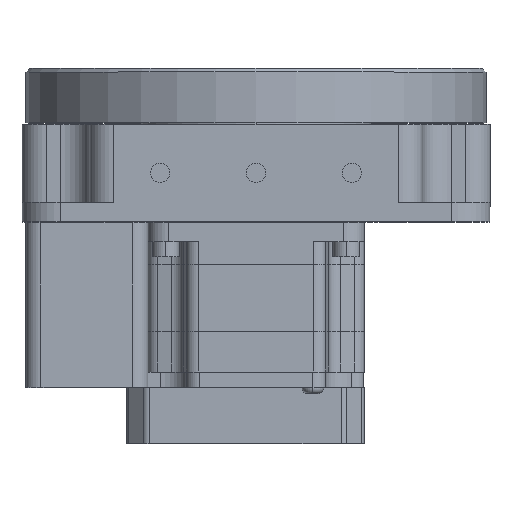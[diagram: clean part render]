
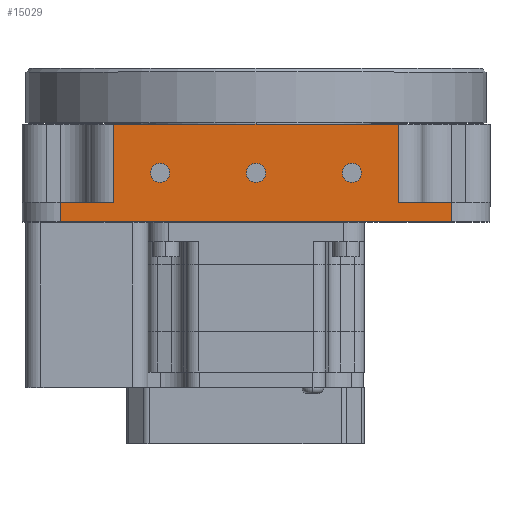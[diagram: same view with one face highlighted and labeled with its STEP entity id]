
A CAD part, top view. The second image highlights one B-rep face of the part: STEP entity #15029.
In plain terms, the highlighted planar face has unit normal (0, 0, 1).
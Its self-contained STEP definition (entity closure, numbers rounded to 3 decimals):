
#55 = DIRECTION ( 'NONE',  ( 1., 0., 0. ) ) ;
#111 = DIRECTION ( 'NONE',  ( 1., 0., 0. ) ) ;
#220 = CARTESIAN_POINT ( 'NONE',  ( -25., 12.7, 61. ) ) ;
#316 = VERTEX_POINT ( 'NONE', #7186 ) ;
#548 = ORIENTED_EDGE ( 'NONE', *, *, #18287, .F. ) ;
#562 = VERTEX_POINT ( 'NONE', #7436 ) ;
#754 = DIRECTION ( 'NONE',  ( 1., 0., 0. ) ) ;
#790 = DIRECTION ( 'NONE',  ( -1., 0., 0. ) ) ;
#858 = AXIS2_PLACEMENT_3D ( 'NONE', #21307, #16108, #1277 ) ;
#1013 = EDGE_CURVE ( 'NONE', #4392, #4442, #17825, .T. ) ;
#1127 = LINE ( 'NONE', #21367, #16351 ) ;
#1277 = DIRECTION ( 'NONE',  ( 1., 0., 0. ) ) ;
#1357 = VERTEX_POINT ( 'NONE', #5247 ) ;
#1721 = VECTOR ( 'NONE', #13687, 1000. ) ;
#1902 = EDGE_CURVE ( 'NONE', #16353, #8606, #15946, .T. ) ;
#2128 = CIRCLE ( 'NONE', #11339, 2.5 ) ;
#2577 = DIRECTION ( 'NONE',  ( 1., 0., 0. ) ) ;
#2651 = FACE_OUTER_BOUND ( 'NONE', #18331, .T. ) ;
#2685 = DIRECTION ( 'NONE',  ( 0., 0., 1. ) ) ;
#2873 = FACE_BOUND ( 'NONE', #7961, .T. ) ;
#3003 = DIRECTION ( 'NONE',  ( 1., 0., 0. ) ) ;
#3289 = LINE ( 'NONE', #19782, #21874 ) ;
#4283 = CIRCLE ( 'NONE', #5704, 2.5 ) ;
#4392 = VERTEX_POINT ( 'NONE', #19297 ) ;
#4438 = DIRECTION ( 'NONE',  ( 1., 0., 0. ) ) ;
#4442 = VERTEX_POINT ( 'NONE', #12659 ) ;
#4626 = DIRECTION ( 'NONE',  ( 0., -1., 0. ) ) ;
#4876 = DIRECTION ( 'NONE',  ( 0., 0., 1. ) ) ;
#5088 = CARTESIAN_POINT ( 'NONE',  ( -51., 25.38, 61. ) ) ;
#5147 = EDGE_CURVE ( 'NONE', #19832, #1357, #3289, .T. ) ;
#5247 = CARTESIAN_POINT ( 'NONE',  ( 37.1, 5., 61. ) ) ;
#5531 = ORIENTED_EDGE ( 'NONE', *, *, #5147, .F. ) ;
#5704 = AXIS2_PLACEMENT_3D ( 'NONE', #220, #10405, #18915 ) ;
#5844 = CARTESIAN_POINT ( 'NONE',  ( -25., 12.7, 61. ) ) ;
#5877 = EDGE_CURVE ( 'NONE', #4442, #4392, #12673, .T. ) ;
#6202 = CARTESIAN_POINT ( 'NONE',  ( 51., 25.38, 61. ) ) ;
#6937 = LINE ( 'NONE', #17122, #1721 ) ;
#7186 = CARTESIAN_POINT ( 'NONE',  ( -37.1, 25.38, 61. ) ) ;
#7261 = VERTEX_POINT ( 'NONE', #18746 ) ;
#7375 = VECTOR ( 'NONE', #2577, 1000. ) ;
#7436 = CARTESIAN_POINT ( 'NONE',  ( -27.5, 12.7, 61. ) ) ;
#7603 = EDGE_CURVE ( 'NONE', #21164, #11056, #1127, .T. ) ;
#7797 = CARTESIAN_POINT ( 'NONE',  ( 25., 12.7, 61. ) ) ;
#7895 = ORIENTED_EDGE ( 'NONE', *, *, #1013, .F. ) ;
#7961 = EDGE_LOOP ( 'NONE', ( #7895, #13167 ) ) ;
#7975 = CARTESIAN_POINT ( 'NONE',  ( -51., 25.38, 61. ) ) ;
#8271 = ORIENTED_EDGE ( 'NONE', *, *, #14140, .F. ) ;
#8385 = ORIENTED_EDGE ( 'NONE', *, *, #20676, .T. ) ;
#8523 = LINE ( 'NONE', #20447, #12284 ) ;
#8606 = VERTEX_POINT ( 'NONE', #16649 ) ;
#8795 = VERTEX_POINT ( 'NONE', #17385 ) ;
#9106 = LINE ( 'NONE', #20820, #15226 ) ;
#9257 = EDGE_CURVE ( 'NONE', #14255, #8606, #8523, .T. ) ;
#9506 = VERTEX_POINT ( 'NONE', #16784 ) ;
#9540 = CIRCLE ( 'NONE', #20492, 2.5 ) ;
#9574 = DIRECTION ( 'NONE',  ( 1., 0., 0. ) ) ;
#9886 = EDGE_LOOP ( 'NONE', ( #20954, #17369 ) ) ;
#9903 = ORIENTED_EDGE ( 'NONE', *, *, #19300, .F. ) ;
#9928 = EDGE_CURVE ( 'NONE', #8795, #7261, #13712, .T. ) ;
#10054 = EDGE_CURVE ( 'NONE', #1357, #16353, #12645, .T. ) ;
#10405 = DIRECTION ( 'NONE',  ( 0., 0., 1. ) ) ;
#10978 = FACE_BOUND ( 'NONE', #17211, .T. ) ;
#11056 = VERTEX_POINT ( 'NONE', #13451 ) ;
#11190 = FACE_BOUND ( 'NONE', #9886, .T. ) ;
#11339 = AXIS2_PLACEMENT_3D ( 'NONE', #18276, #4876, #21593 ) ;
#11872 = CARTESIAN_POINT ( 'NONE',  ( 51., 5., 61. ) ) ;
#12020 = ORIENTED_EDGE ( 'NONE', *, *, #1902, .F. ) ;
#12284 = VECTOR ( 'NONE', #111, 1000. ) ;
#12340 = ORIENTED_EDGE ( 'NONE', *, *, #9257, .T. ) ;
#12590 = DIRECTION ( 'NONE',  ( 0., 0., 1. ) ) ;
#12645 = LINE ( 'NONE', #12759, #7375 ) ;
#12659 = CARTESIAN_POINT ( 'NONE',  ( 22.5, 12.7, 61. ) ) ;
#12673 = CIRCLE ( 'NONE', #19383, 2.5 ) ;
#12759 = CARTESIAN_POINT ( 'NONE',  ( 37.1, 5., 61. ) ) ;
#13040 = CARTESIAN_POINT ( 'NONE',  ( -51., 5., 61. ) ) ;
#13167 = ORIENTED_EDGE ( 'NONE', *, *, #5877, .F. ) ;
#13451 = CARTESIAN_POINT ( 'NONE',  ( -37.1, 5., 61. ) ) ;
#13558 = EDGE_CURVE ( 'NONE', #7261, #8795, #2128, .T. ) ;
#13563 = DIRECTION ( 'NONE',  ( 0., 0., 1. ) ) ;
#13687 = DIRECTION ( 'NONE',  ( 0., -1., 0. ) ) ;
#13695 = CARTESIAN_POINT ( 'NONE',  ( 37.1, 25.38, 61. ) ) ;
#13712 = CIRCLE ( 'NONE', #15134, 2.5 ) ;
#14140 = EDGE_CURVE ( 'NONE', #562, #9506, #4283, .T. ) ;
#14255 = VERTEX_POINT ( 'NONE', #17570 ) ;
#14717 = PLANE ( 'NONE',  #21271 ) ;
#15029 = ADVANCED_FACE ( 'NONE', ( #2873, #11190, #10978, #2651 ), #14717, .F. ) ;
#15134 = AXIS2_PLACEMENT_3D ( 'NONE', #17200, #13563, #55 ) ;
#15226 = VECTOR ( 'NONE', #15831, 1000. ) ;
#15549 = ORIENTED_EDGE ( 'NONE', *, *, #7603, .F. ) ;
#15831 = DIRECTION ( 'NONE',  ( 0., -1., 0. ) ) ;
#15946 = LINE ( 'NONE', #6202, #21681 ) ;
#16108 = DIRECTION ( 'NONE',  ( 0., 0., 1. ) ) ;
#16236 = VECTOR ( 'NONE', #3003, 1000. ) ;
#16351 = VECTOR ( 'NONE', #4438, 1000. ) ;
#16353 = VERTEX_POINT ( 'NONE', #11872 ) ;
#16649 = CARTESIAN_POINT ( 'NONE',  ( 51., 0., 61. ) ) ;
#16784 = CARTESIAN_POINT ( 'NONE',  ( -22.5, 12.7, 61. ) ) ;
#17045 = LINE ( 'NONE', #5088, #16236 ) ;
#17122 = CARTESIAN_POINT ( 'NONE',  ( -37.1, 36.8, 61. ) ) ;
#17200 = CARTESIAN_POINT ( 'NONE',  ( 0., 12.7, 61. ) ) ;
#17211 = EDGE_LOOP ( 'NONE', ( #548, #8271 ) ) ;
#17342 = EDGE_CURVE ( 'NONE', #316, #11056, #6937, .T. ) ;
#17369 = ORIENTED_EDGE ( 'NONE', *, *, #13558, .F. ) ;
#17385 = CARTESIAN_POINT ( 'NONE',  ( 2.5, 12.7, 61. ) ) ;
#17570 = CARTESIAN_POINT ( 'NONE',  ( -51., 0., 61. ) ) ;
#17718 = DIRECTION ( 'NONE',  ( 0., 0., -1. ) ) ;
#17825 = CIRCLE ( 'NONE', #858, 2.5 ) ;
#18276 = CARTESIAN_POINT ( 'NONE',  ( 0., 12.7, 61. ) ) ;
#18287 = EDGE_CURVE ( 'NONE', #9506, #562, #9540, .T. ) ;
#18331 = EDGE_LOOP ( 'NONE', ( #5531, #9903, #21445, #15549, #8385, #12340, #12020, #19496 ) ) ;
#18746 = CARTESIAN_POINT ( 'NONE',  ( -2.5, 12.7, 61. ) ) ;
#18915 = DIRECTION ( 'NONE',  ( 1., 0., 0. ) ) ;
#19297 = CARTESIAN_POINT ( 'NONE',  ( 27.5, 12.7, 61. ) ) ;
#19300 = EDGE_CURVE ( 'NONE', #316, #19832, #17045, .T. ) ;
#19383 = AXIS2_PLACEMENT_3D ( 'NONE', #7797, #2685, #9574 ) ;
#19496 = ORIENTED_EDGE ( 'NONE', *, *, #10054, .F. ) ;
#19782 = CARTESIAN_POINT ( 'NONE',  ( 37.1, 36.8, 61. ) ) ;
#19832 = VERTEX_POINT ( 'NONE', #13695 ) ;
#20447 = CARTESIAN_POINT ( 'NONE',  ( -51., 0., 61. ) ) ;
#20492 = AXIS2_PLACEMENT_3D ( 'NONE', #5844, #12590, #754 ) ;
#20676 = EDGE_CURVE ( 'NONE', #21164, #14255, #9106, .T. ) ;
#20820 = CARTESIAN_POINT ( 'NONE',  ( -51., 25.38, 61. ) ) ;
#20931 = DIRECTION ( 'NONE',  ( 0., -1., 0. ) ) ;
#20954 = ORIENTED_EDGE ( 'NONE', *, *, #9928, .F. ) ;
#21164 = VERTEX_POINT ( 'NONE', #13040 ) ;
#21271 = AXIS2_PLACEMENT_3D ( 'NONE', #7975, #17718, #790 ) ;
#21307 = CARTESIAN_POINT ( 'NONE',  ( 25., 12.7, 61. ) ) ;
#21367 = CARTESIAN_POINT ( 'NONE',  ( -37.1, 5., 61. ) ) ;
#21445 = ORIENTED_EDGE ( 'NONE', *, *, #17342, .T. ) ;
#21593 = DIRECTION ( 'NONE',  ( 1., 0., 0. ) ) ;
#21681 = VECTOR ( 'NONE', #20931, 1000. ) ;
#21874 = VECTOR ( 'NONE', #4626, 1000. ) ;
